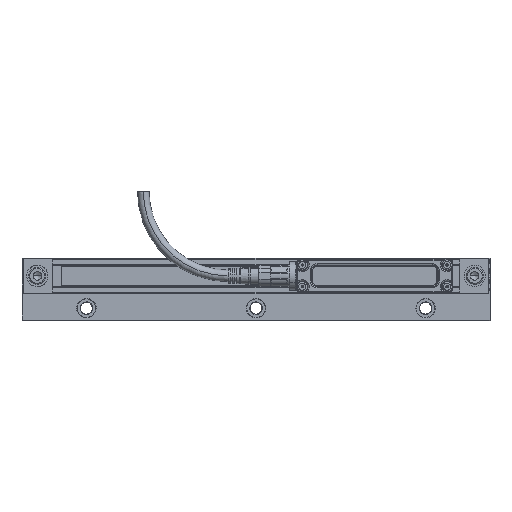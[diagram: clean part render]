
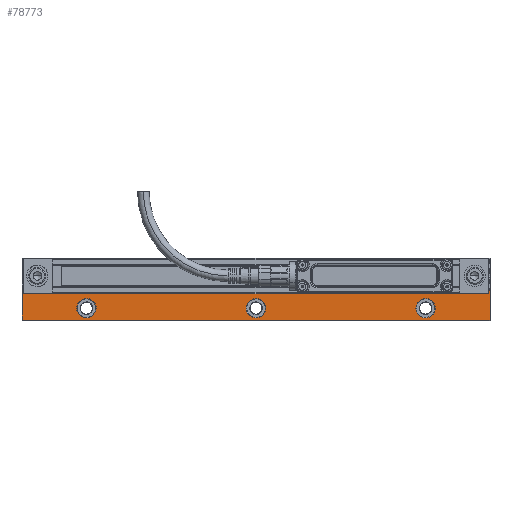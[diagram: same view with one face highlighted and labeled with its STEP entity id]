
A CAD part, top view. The second image highlights one B-rep face of the part: STEP entity #78773.
In plain terms, the highlighted planar face has unit normal (0, 0, 1).
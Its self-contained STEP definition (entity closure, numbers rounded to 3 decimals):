
#78350=AXIS2_PLACEMENT_3D('Plane Axis2P3D',#78347,#78348,#78349) ;
#78697=AXIS2_PLACEMENT_3D('Circle Axis2P3D',#78695,#78696,$) ;
#78706=AXIS2_PLACEMENT_3D('Circle Axis2P3D',#78704,#78705,$) ;
#78713=AXIS2_PLACEMENT_3D('Circle Axis2P3D',#78711,#78712,$) ;
#78723=AXIS2_PLACEMENT_3D('Circle Axis2P3D',#78721,#78722,$) ;
#78732=AXIS2_PLACEMENT_3D('Circle Axis2P3D',#78730,#78731,$) ;
#78739=AXIS2_PLACEMENT_3D('Circle Axis2P3D',#78737,#78738,$) ;
#78749=AXIS2_PLACEMENT_3D('Circle Axis2P3D',#78747,#78748,$) ;
#78758=AXIS2_PLACEMENT_3D('Circle Axis2P3D',#78756,#78757,$) ;
#78765=AXIS2_PLACEMENT_3D('Circle Axis2P3D',#78763,#78764,$) ;
#77756=CARTESIAN_POINT('Vertex',(-275.,17.786,8.)) ;
#77759=CARTESIAN_POINT('Line Origine',(-275.,16.893,8.)) ;
#77763=CARTESIAN_POINT('Vertex',(-275.,16.,8.)) ;
#77798=CARTESIAN_POINT('Vertex',(-1.,16.,8.)) ;
#77801=CARTESIAN_POINT('Line Origine',(-138.,16.,8.)) ;
#77818=CARTESIAN_POINT('Line Origine',(-1.,16.893,8.)) ;
#77822=CARTESIAN_POINT('Vertex',(-1.,17.786,8.)) ;
#78347=CARTESIAN_POINT('Axis2P3D Location',(-275.,16.,8.)) ;
#78652=CARTESIAN_POINT('Line Origine',(-275.5,17.786,8.)) ;
#78656=CARTESIAN_POINT('Vertex',(-276.,17.786,8.)) ;
#78659=CARTESIAN_POINT('Line Origine',(-276.,9.143,8.)) ;
#78663=CARTESIAN_POINT('Vertex',(-276.,0.5,8.)) ;
#78666=CARTESIAN_POINT('Line Origine',(-138.,0.5,8.)) ;
#78670=CARTESIAN_POINT('Vertex',(0.,0.5,8.)) ;
#78673=CARTESIAN_POINT('Line Origine',(0.,9.143,8.)) ;
#78677=CARTESIAN_POINT('Vertex',(0.,17.786,8.)) ;
#78680=CARTESIAN_POINT('Line Origine',(-0.5,17.786,8.)) ;
#78695=CARTESIAN_POINT('Axis2P3D Location',(-38.,7.5,8.)) ;
#78699=CARTESIAN_POINT('Vertex',(-32.998,4.767,8.)) ;
#78701=CARTESIAN_POINT('Vertex',(-43.002,10.233,8.)) ;
#78704=CARTESIAN_POINT('Axis2P3D Location',(-38.,7.5,8.)) ;
#78708=CARTESIAN_POINT('Vertex',(-32.347,8.229,8.)) ;
#78711=CARTESIAN_POINT('Axis2P3D Location',(-38.,7.5,8.)) ;
#78721=CARTESIAN_POINT('Axis2P3D Location',(-138.,7.5,8.)) ;
#78725=CARTESIAN_POINT('Vertex',(-132.998,4.767,8.)) ;
#78727=CARTESIAN_POINT('Vertex',(-143.002,10.233,8.)) ;
#78730=CARTESIAN_POINT('Axis2P3D Location',(-138.,7.5,8.)) ;
#78734=CARTESIAN_POINT('Vertex',(-132.347,8.229,8.)) ;
#78737=CARTESIAN_POINT('Axis2P3D Location',(-138.,7.5,8.)) ;
#78747=CARTESIAN_POINT('Axis2P3D Location',(-238.,7.5,8.)) ;
#78751=CARTESIAN_POINT('Vertex',(-232.998,4.767,8.)) ;
#78753=CARTESIAN_POINT('Vertex',(-243.002,10.233,8.)) ;
#78756=CARTESIAN_POINT('Axis2P3D Location',(-238.,7.5,8.)) ;
#78760=CARTESIAN_POINT('Vertex',(-232.347,8.229,8.)) ;
#78763=CARTESIAN_POINT('Axis2P3D Location',(-238.,7.5,8.)) ;
#77760=DIRECTION('Vector Direction',(0.,1.,0.)) ;
#77802=DIRECTION('Vector Direction',(1.,0.,0.)) ;
#77819=DIRECTION('Vector Direction',(0.,1.,0.)) ;
#78348=DIRECTION('Axis2P3D Direction',(0.,0.,-1.)) ;
#78349=DIRECTION('Axis2P3D XDirection',(0.,1.,0.)) ;
#78653=DIRECTION('Vector Direction',(1.,0.,0.)) ;
#78660=DIRECTION('Vector Direction',(0.,-1.,0.)) ;
#78667=DIRECTION('Vector Direction',(1.,0.,0.)) ;
#78674=DIRECTION('Vector Direction',(0.,-1.,0.)) ;
#78681=DIRECTION('Vector Direction',(1.,0.,0.)) ;
#78696=DIRECTION('Axis2P3D Direction',(0.,0.,-1.)) ;
#78705=DIRECTION('Axis2P3D Direction',(0.,0.,-1.)) ;
#78712=DIRECTION('Axis2P3D Direction',(0.,0.,-1.)) ;
#78722=DIRECTION('Axis2P3D Direction',(0.,0.,-1.)) ;
#78731=DIRECTION('Axis2P3D Direction',(0.,0.,-1.)) ;
#78738=DIRECTION('Axis2P3D Direction',(0.,0.,-1.)) ;
#78748=DIRECTION('Axis2P3D Direction',(0.,0.,-1.)) ;
#78757=DIRECTION('Axis2P3D Direction',(0.,0.,-1.)) ;
#78764=DIRECTION('Axis2P3D Direction',(0.,0.,-1.)) ;
#77761=VECTOR('Line Direction',#77760,1.) ;
#77803=VECTOR('Line Direction',#77802,1.) ;
#77820=VECTOR('Line Direction',#77819,1.) ;
#78654=VECTOR('Line Direction',#78653,1.) ;
#78661=VECTOR('Line Direction',#78660,1.) ;
#78668=VECTOR('Line Direction',#78667,1.) ;
#78675=VECTOR('Line Direction',#78674,1.) ;
#78682=VECTOR('Line Direction',#78681,1.) ;
#78686=ORIENTED_EDGE('',*,*,#77824,.F.) ;
#78687=ORIENTED_EDGE('',*,*,#77805,.F.) ;
#78688=ORIENTED_EDGE('',*,*,#77765,.T.) ;
#78689=ORIENTED_EDGE('',*,*,#78658,.F.) ;
#78690=ORIENTED_EDGE('',*,*,#78665,.T.) ;
#78691=ORIENTED_EDGE('',*,*,#78672,.F.) ;
#78692=ORIENTED_EDGE('',*,*,#78679,.F.) ;
#78693=ORIENTED_EDGE('',*,*,#78684,.F.) ;
#78717=ORIENTED_EDGE('',*,*,#78703,.T.) ;
#78718=ORIENTED_EDGE('',*,*,#78710,.T.) ;
#78719=ORIENTED_EDGE('',*,*,#78715,.T.) ;
#78743=ORIENTED_EDGE('',*,*,#78729,.T.) ;
#78744=ORIENTED_EDGE('',*,*,#78736,.T.) ;
#78745=ORIENTED_EDGE('',*,*,#78741,.T.) ;
#78769=ORIENTED_EDGE('',*,*,#78755,.T.) ;
#78770=ORIENTED_EDGE('',*,*,#78762,.T.) ;
#78771=ORIENTED_EDGE('',*,*,#78767,.T.) ;
#78720=FACE_BOUND('',#78716,.T.) ;
#78746=FACE_BOUND('',#78742,.T.) ;
#78772=FACE_BOUND('',#78768,.T.) ;
#78773=ADVANCED_FACE('\X2\FF8AFF9FFF70FF82\X0\ \X2\FF8EFF9EFF83FF9EFF68FF70\X0\',(#78694,#78720,#78746,#78772),#78351,.F.) ;
#78698=CIRCLE('generated circle',#78697,5.7) ;
#78707=CIRCLE('generated circle',#78706,5.7) ;
#78714=CIRCLE('generated circle',#78713,5.7) ;
#78724=CIRCLE('generated circle',#78723,5.7) ;
#78733=CIRCLE('generated circle',#78732,5.7) ;
#78740=CIRCLE('generated circle',#78739,5.7) ;
#78750=CIRCLE('generated circle',#78749,5.7) ;
#78759=CIRCLE('generated circle',#78758,5.7) ;
#78766=CIRCLE('generated circle',#78765,5.7) ;
#77765=EDGE_CURVE('',#77764,#77757,#77762,.T.) ;
#77805=EDGE_CURVE('',#77764,#77799,#77804,.T.) ;
#77824=EDGE_CURVE('',#77799,#77823,#77821,.T.) ;
#78658=EDGE_CURVE('',#78657,#77757,#78655,.T.) ;
#78665=EDGE_CURVE('',#78657,#78664,#78662,.T.) ;
#78672=EDGE_CURVE('',#78671,#78664,#78669,.F.) ;
#78679=EDGE_CURVE('',#78678,#78671,#78676,.T.) ;
#78684=EDGE_CURVE('',#77823,#78678,#78683,.T.) ;
#78703=EDGE_CURVE('',#78700,#78702,#78698,.T.) ;
#78710=EDGE_CURVE('',#78702,#78709,#78707,.T.) ;
#78715=EDGE_CURVE('',#78709,#78700,#78714,.T.) ;
#78729=EDGE_CURVE('',#78726,#78728,#78724,.T.) ;
#78736=EDGE_CURVE('',#78728,#78735,#78733,.T.) ;
#78741=EDGE_CURVE('',#78735,#78726,#78740,.T.) ;
#78755=EDGE_CURVE('',#78752,#78754,#78750,.T.) ;
#78762=EDGE_CURVE('',#78754,#78761,#78759,.T.) ;
#78767=EDGE_CURVE('',#78761,#78752,#78766,.T.) ;
#78685=EDGE_LOOP('',(#78686,#78687,#78688,#78689,#78690,#78691,#78692,#78693)) ;
#78716=EDGE_LOOP('',(#78717,#78718,#78719)) ;
#78742=EDGE_LOOP('',(#78743,#78744,#78745)) ;
#78768=EDGE_LOOP('',(#78769,#78770,#78771)) ;
#78694=FACE_OUTER_BOUND('',#78685,.T.) ;
#77762=LINE('Line',#77759,#77761) ;
#77804=LINE('Line',#77801,#77803) ;
#77821=LINE('Line',#77818,#77820) ;
#78655=LINE('Line',#78652,#78654) ;
#78662=LINE('Line',#78659,#78661) ;
#78669=LINE('Line',#78666,#78668) ;
#78676=LINE('Line',#78673,#78675) ;
#78683=LINE('Line',#78680,#78682) ;
#78351=PLANE('',#78350) ;
#77757=VERTEX_POINT('',#77756) ;
#77764=VERTEX_POINT('',#77763) ;
#77799=VERTEX_POINT('',#77798) ;
#77823=VERTEX_POINT('',#77822) ;
#78657=VERTEX_POINT('',#78656) ;
#78664=VERTEX_POINT('',#78663) ;
#78671=VERTEX_POINT('',#78670) ;
#78678=VERTEX_POINT('',#78677) ;
#78700=VERTEX_POINT('',#78699) ;
#78702=VERTEX_POINT('',#78701) ;
#78709=VERTEX_POINT('',#78708) ;
#78726=VERTEX_POINT('',#78725) ;
#78728=VERTEX_POINT('',#78727) ;
#78735=VERTEX_POINT('',#78734) ;
#78752=VERTEX_POINT('',#78751) ;
#78754=VERTEX_POINT('',#78753) ;
#78761=VERTEX_POINT('',#78760) ;
